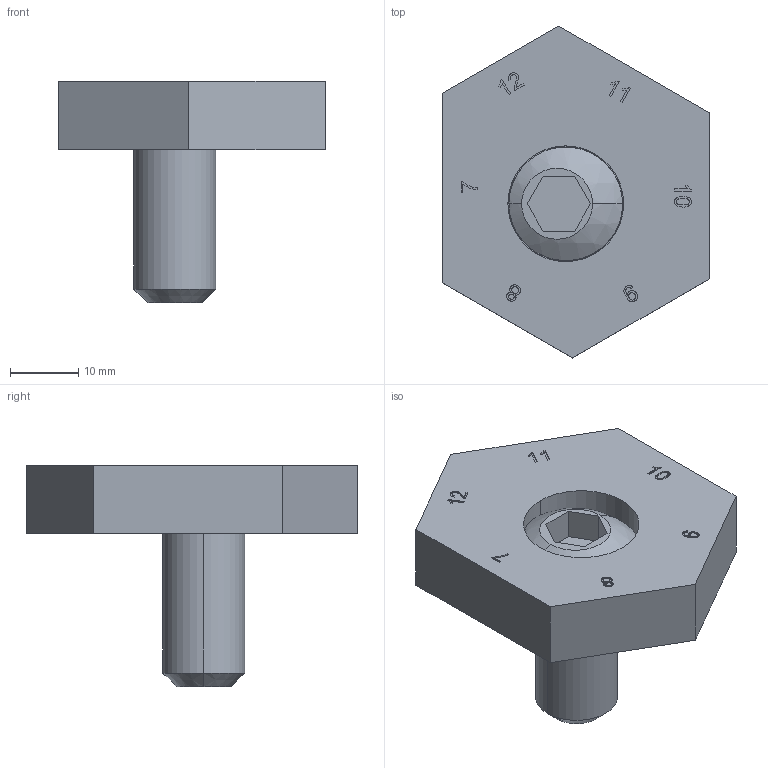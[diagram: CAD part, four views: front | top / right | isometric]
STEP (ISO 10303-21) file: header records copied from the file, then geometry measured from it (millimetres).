
FILE_DESCRIPTION (( 'STEP AP203' ), '1' );
FILE_NAME ('mbspc1823f.STEP', '2021-10-26T02:40:16', ( '' ), ( '' ), 'SwSTEP 2.0', 'SolidWorks 2020', '' );
FILE_SCHEMA (( 'CONFIG_CONTROL_DESIGN' ));
Length unit declared in the file: millimetre
Products named in the file (3): mbspc1823f_01; mbspc1823f; mbspc1823f_02
Assembly tree (2 placements, depth 2):
  mbspc1823f
    mbspc1823f_01
    mbspc1823f_02
Bounding box: 39 x 48.5 x 32.37 mm (x, y, z)
Volume: 16193.7 mm3; surface area: 6195.4 mm2
Topology: 2 solids, 2 shells, 133 faces, 335 edges, 222 vertices
Faces by surface type: plane 62, bspline 59, cylinder 8, sphere 2, cone 2
Entity records: 7613 total; most frequent: CARTESIAN_POINT 4499, ORIENTED_EDGE 670, DIRECTION 393, EDGE_CURVE 335, VERTEX_POINT 222, LINE 195, VECTOR 195, EDGE_LOOP 151
